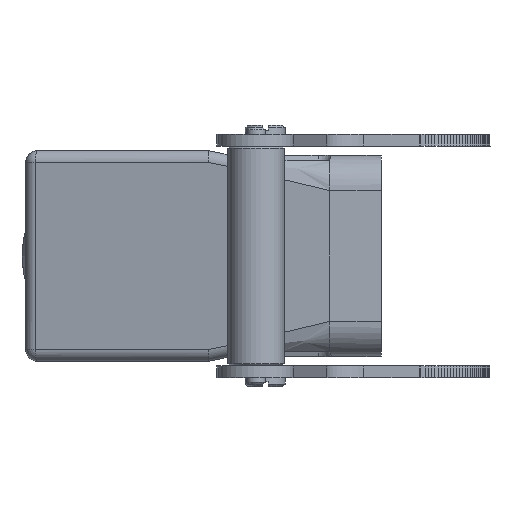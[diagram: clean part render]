
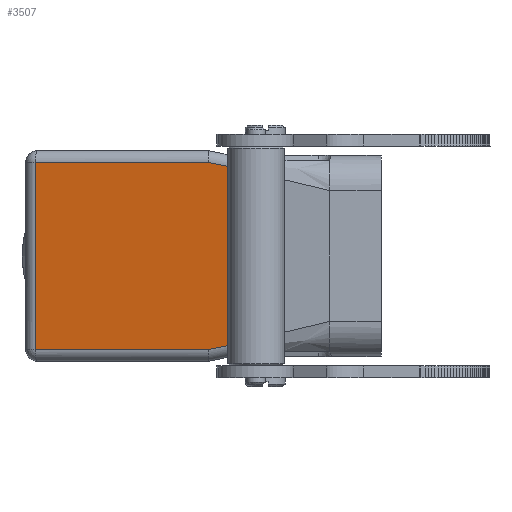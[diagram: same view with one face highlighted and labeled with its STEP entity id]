
A CAD part, left-side view. The second image highlights one B-rep face of the part: STEP entity #3507.
In plain terms, the highlighted planar face has unit normal (-0.982, 0.191, 0).
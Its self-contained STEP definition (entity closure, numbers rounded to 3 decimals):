
#620=LINE('',#20906,#1543);
#637=LINE('',#21273,#1560);
#669=LINE('',#21557,#1592);
#670=LINE('',#21566,#1593);
#671=LINE('',#21568,#1594);
#672=LINE('',#21570,#1595);
#1543=VECTOR('',#13515,1.);
#1560=VECTOR('',#13618,1.);
#1592=VECTOR('',#13790,1.);
#1593=VECTOR('',#13793,1.);
#1594=VECTOR('',#13794,1.);
#1595=VECTOR('',#13795,1.);
#2523=PLANE('',#11896);
#3507=ADVANCED_FACE('NONE',(#4156),#2523,.T.);
#4156=FACE_OUTER_BOUND('',#4792,.T.);
#4792=EDGE_LOOP('',(#6438,#6439,#6440,#6441,#6442,#6443));
#6438=ORIENTED_EDGE('',*,*,#10245,.F.);
#6439=ORIENTED_EDGE('',*,*,#10320,.T.);
#6440=ORIENTED_EDGE('',*,*,#10321,.T.);
#6441=ORIENTED_EDGE('',*,*,#10322,.T.);
#6442=ORIENTED_EDGE('',*,*,#10318,.T.);
#6443=ORIENTED_EDGE('',*,*,#10190,.F.);
#8975=VERTEX_POINT('',#20830);
#8976=VERTEX_POINT('',#20905);
#9003=VERTEX_POINT('',#21272);
#9034=VERTEX_POINT('',#21558);
#9035=VERTEX_POINT('',#21567);
#9036=VERTEX_POINT('',#21569);
#10190=EDGE_CURVE('NONE',#8976,#8975,#620,.T.);
#10245=EDGE_CURVE('NONE',#9003,#8976,#637,.T.);
#10318=EDGE_CURVE('NONE',#9034,#8975,#669,.T.);
#10320=EDGE_CURVE('NONE',#9003,#9035,#670,.T.);
#10321=EDGE_CURVE('NONE',#9035,#9036,#671,.T.);
#10322=EDGE_CURVE('NONE',#9036,#9034,#672,.T.);
#11896=AXIS2_PLACEMENT_3D('',#21571,#13796,#13797);
#13515=DIRECTION('',(0.,0.,-1.));
#13618=DIRECTION('',(-0.187,-0.963,-0.193));
#13790=DIRECTION('',(-0.187,-0.963,0.193));
#13793=DIRECTION('',(0.191,0.982,0.));
#13794=DIRECTION('',(0.,0.,-1.));
#13795=DIRECTION('',(-0.191,-0.982,0.));
#13796=DIRECTION('',(-0.982,0.191,0.));
#13797=DIRECTION('',(-0.191,-0.982,0.));
#20830=CARTESIAN_POINT('',(-58.002,-0.001,-19.001));
#20905=CARTESIAN_POINT('',(-58.002,-0.001,19.003));
#20906=CARTESIAN_POINT('',(-58.002,-0.001,19.76));
#21272=CARTESIAN_POINT('',(-57.035,4.972,20.));
#21273=CARTESIAN_POINT('',(-52.886,26.324,24.27));
#21557=CARTESIAN_POINT('',(-52.885,26.324,-24.268));
#21558=CARTESIAN_POINT('',(-57.033,4.985,-20.));
#21566=CARTESIAN_POINT('',(-57.03,5.,20.));
#21567=CARTESIAN_POINT('',(-49.843,41.977,20.));
#21568=CARTESIAN_POINT('',(-49.843,41.977,-20.8));
#21569=CARTESIAN_POINT('',(-49.843,41.977,-20.));
#21570=CARTESIAN_POINT('',(-57.073,4.778,-20.));
#21571=CARTESIAN_POINT('',(-49.68,42.817,-20.8));
